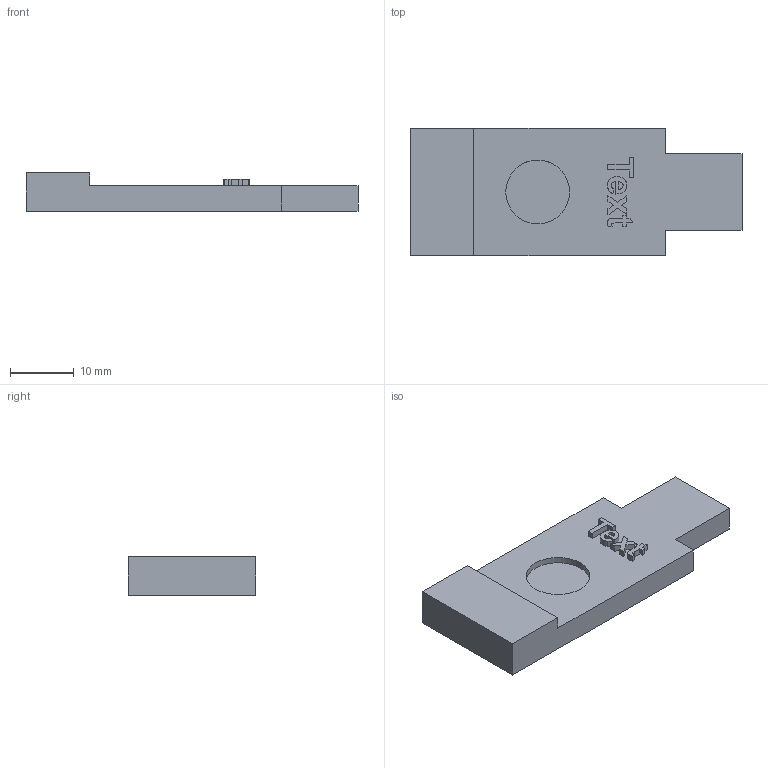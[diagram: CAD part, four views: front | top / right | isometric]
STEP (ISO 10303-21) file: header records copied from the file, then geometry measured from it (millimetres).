
FILE_DESCRIPTION(/* description */ (''),/* implementation_level */ '2;1');
FILE_NAME(/* name */ 'usbswatch v1.step',/* time_stamp */ '2022-08-31T10:30:23+02:00',/* author */ (''),/* organization */ (''),/* preprocessor_version */ 'ST-DEVELOPER v19',/* originating_system */ 'Autodesk Translation Framework v11.7.0.108',/* authorisation */ '');
FILE_SCHEMA (('AUTOMOTIVE_DESIGN { 1 0 10303 214 3 1 1 }'));
Length unit declared in the file: millimetre
Products named in the file (1): usbswatch
Bounding box: 52 x 20 x 6 mm (x, y, z)
Volume: 4115.7 mm3; surface area: 2672.6 mm2
Topology: 1 solids, 1 shells, 79 faces, 213 edges, 142 vertices
Faces by surface type: plane 53, bspline 25, cylinder 1
Full cylindrical faces by diameter (mm): 10 x1
Entity records: 2761 total; most frequent: CARTESIAN_POINT 909, ORIENTED_EDGE 426, DIRECTION 275, EDGE_CURVE 213, LINE 161, VECTOR 161, VERTEX_POINT 142, EDGE_LOOP 85
